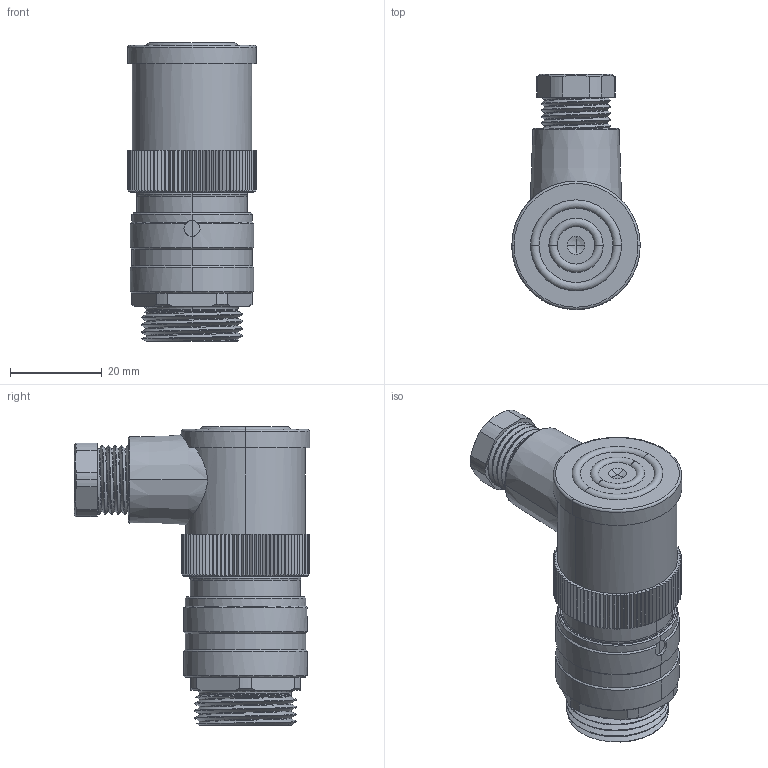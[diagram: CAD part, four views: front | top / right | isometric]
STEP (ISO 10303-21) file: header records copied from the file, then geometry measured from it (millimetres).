
FILE_DESCRIPTION(('CATIA V5 STEP Exchange','CAx-IF Rec.Pracs.--- Model Styling and Organization---1.4--- 2014-01-23'),'2;1');
FILE_NAME ('010704-2_0', '2022-04-12T06:53:32+00:00', ('none'), ('Weidmueller'), 'CATIA Version 5-6 Release 2016 SP3 HF44', 'CATIA V5 STEP AP214', 'none');
FILE_SCHEMA(('AUTOMOTIVE_DESIGN { 1 0 10303 214 1 1 1 1 }'));
Length unit declared in the file: millimetre
Products named in the file (1): 1291890000
Bounding box: 28 x 51.3 x 65.1 mm (x, y, z)
Volume: 37386.4 mm3; surface area: 15395.4 mm2
Topology: 5 solids, 7 shells, 604 faces, 2040 edges, 1468 vertices
Faces by surface type: plane 245, cylinder 165, cone 135, torus 32, bspline 23, sphere 4
Entity records: 31769 total; most frequent: CARTESIAN_POINT 16415, ORIENTED_EDGE 4072, EDGE_CURVE 2036, DIRECTION 1915, VERTEX_POINT 1468, B_SPLINE_CURVE_WITH_KNOTS 1095, AXIS2_PLACEMENT_3D 816, EDGE_LOOP 632
